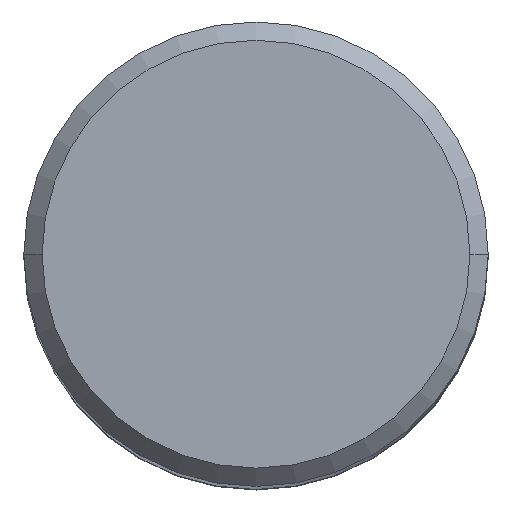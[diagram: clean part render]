
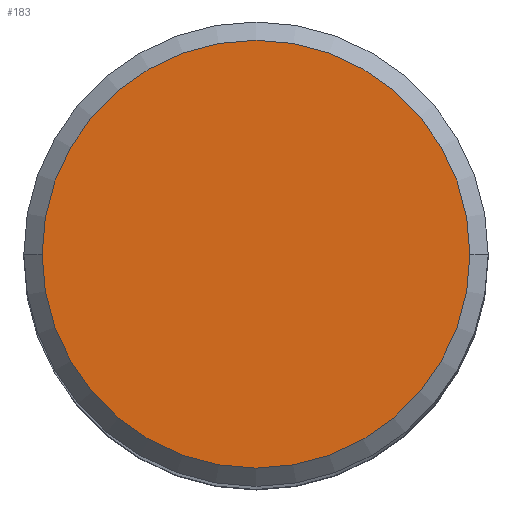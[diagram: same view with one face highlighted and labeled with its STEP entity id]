
A CAD part, top view. The second image highlights one B-rep face of the part: STEP entity #183.
In plain terms, the highlighted planar face has unit normal (0, 0, 1).
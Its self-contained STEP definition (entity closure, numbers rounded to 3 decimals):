
#126=FACE_OUTER_BOUND('',#246,.T.);
#183=ADVANCED_FACE('',(#126),#212,.F.);
#212=PLANE('',#1071);
#246=EDGE_LOOP('',(#394,#395));
#394=ORIENTED_EDGE('',*,*,#622,.T.);
#395=ORIENTED_EDGE('',*,*,#623,.T.);
#534=VERTEX_POINT('',#1747);
#535=VERTEX_POINT('',#1748);
#622=EDGE_CURVE('',#534,#535,#730,.T.);
#623=EDGE_CURVE('',#535,#534,#731,.T.);
#730=CIRCLE('',#1069,11.7);
#731=CIRCLE('',#1070,11.7);
#1069=AXIS2_PLACEMENT_3D('',#1746,#1332,#1333);
#1070=AXIS2_PLACEMENT_3D('',#1749,#1334,#1335);
#1071=AXIS2_PLACEMENT_3D('',#1750,#1336,#1337);
#1332=DIRECTION('',(0.,0.,1.));
#1333=DIRECTION('',(-1.,0.,0.));
#1334=DIRECTION('',(0.,0.,1.));
#1335=DIRECTION('',(1.,0.,0.));
#1336=DIRECTION('',(0.,0.,-1.));
#1337=DIRECTION('',(1.,0.,0.));
#1746=CARTESIAN_POINT('',(0.,0.,0.));
#1747=CARTESIAN_POINT('',(-11.7,0.,0.));
#1748=CARTESIAN_POINT('',(11.7,0.,0.));
#1749=CARTESIAN_POINT('',(0.,0.,0.));
#1750=CARTESIAN_POINT('',(0.,0.,0.));
